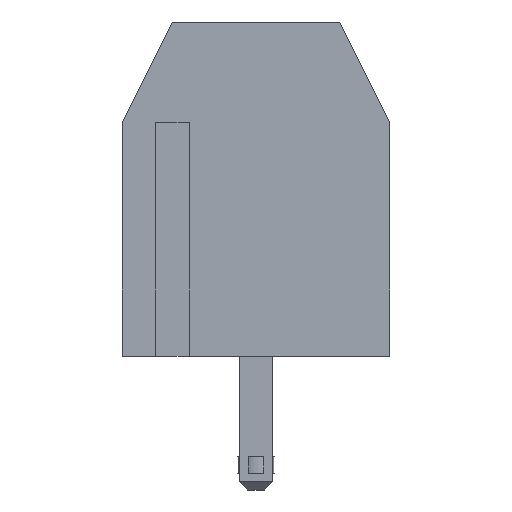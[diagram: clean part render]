
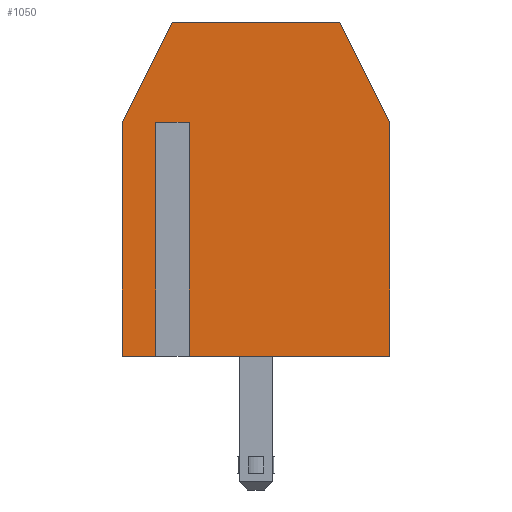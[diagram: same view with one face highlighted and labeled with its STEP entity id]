
A CAD part, front view. The second image highlights one B-rep face of the part: STEP entity #1050.
In plain terms, the highlighted planar face has unit normal (0, -1, 0).
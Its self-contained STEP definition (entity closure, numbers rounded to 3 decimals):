
#93=FACE_OUTER_BOUND('',#159,.T.);
#159=EDGE_LOOP('',(#896,#897,#898,#899,#900,#901,#902,#903,#904,#905));
#265=LINE('',#1649,#387);
#269=LINE('',#1657,#391);
#272=LINE('',#1663,#394);
#275=LINE('',#1669,#397);
#278=LINE('',#1674,#400);
#280=LINE('',#1679,#402);
#283=LINE('',#1685,#405);
#286=LINE('',#1691,#408);
#289=LINE('',#1697,#411);
#292=LINE('',#1702,#414);
#387=VECTOR('',#1370,10.);
#391=VECTOR('',#1374,10.);
#394=VECTOR('',#1379,10.);
#397=VECTOR('',#1384,10.);
#400=VECTOR('',#1389,10.);
#402=VECTOR('',#1395,10.);
#405=VECTOR('',#1400,10.);
#408=VECTOR('',#1405,10.);
#411=VECTOR('',#1410,10.);
#414=VECTOR('',#1415,10.);
#485=VERTEX_POINT('',#1646);
#486=VERTEX_POINT('',#1648);
#489=VERTEX_POINT('',#1654);
#490=VERTEX_POINT('',#1656);
#492=VERTEX_POINT('',#1662);
#494=VERTEX_POINT('',#1668);
#496=VERTEX_POINT('',#1678);
#498=VERTEX_POINT('',#1684);
#500=VERTEX_POINT('',#1690);
#502=VERTEX_POINT('',#1696);
#609=EDGE_CURVE('',#485,#486,#265,.T.);
#613=EDGE_CURVE('',#489,#490,#269,.T.);
#616=EDGE_CURVE('',#489,#492,#272,.T.);
#619=EDGE_CURVE('',#492,#494,#275,.T.);
#622=EDGE_CURVE('',#494,#486,#278,.T.);
#624=EDGE_CURVE('',#496,#485,#280,.T.);
#627=EDGE_CURVE('',#498,#496,#283,.T.);
#630=EDGE_CURVE('',#500,#498,#286,.T.);
#633=EDGE_CURVE('',#502,#500,#289,.T.);
#636=EDGE_CURVE('',#490,#502,#292,.T.);
#896=ORIENTED_EDGE('',*,*,#622,.T.);
#897=ORIENTED_EDGE('',*,*,#609,.F.);
#898=ORIENTED_EDGE('',*,*,#624,.F.);
#899=ORIENTED_EDGE('',*,*,#627,.F.);
#900=ORIENTED_EDGE('',*,*,#630,.F.);
#901=ORIENTED_EDGE('',*,*,#633,.F.);
#902=ORIENTED_EDGE('',*,*,#636,.F.);
#903=ORIENTED_EDGE('',*,*,#613,.F.);
#904=ORIENTED_EDGE('',*,*,#616,.T.);
#905=ORIENTED_EDGE('',*,*,#619,.T.);
#956=PLANE('',#1154);
#1050=ADVANCED_FACE('',(#93),#956,.T.);
#1154=AXIS2_PLACEMENT_3D('',#1705,#1419,#1420);
#1370=DIRECTION('',(-1.,0.,0.));
#1374=DIRECTION('',(-1.,0.,0.));
#1379=DIRECTION('',(0.,0.,1.));
#1384=DIRECTION('',(1.,0.,0.));
#1389=DIRECTION('',(0.,0.,-1.));
#1395=DIRECTION('',(0.,0.,-1.));
#1400=DIRECTION('',(0.447,0.,-0.894));
#1405=DIRECTION('',(1.,0.,0.));
#1410=DIRECTION('',(0.447,0.,0.894));
#1415=DIRECTION('',(0.,0.,1.));
#1419=DIRECTION('center_axis',(0.,-1.,0.));
#1420=DIRECTION('ref_axis',(0.,0.,-1.));
#1646=CARTESIAN_POINT('',(0.,0.,0.));
#1648=CARTESIAN_POINT('',(-6.,0.,0.));
#1649=CARTESIAN_POINT('',(0.,0.,0.));
#1654=CARTESIAN_POINT('',(-7.,0.,0.));
#1656=CARTESIAN_POINT('',(-8.,0.,0.));
#1657=CARTESIAN_POINT('',(0.,0.,0.));
#1662=CARTESIAN_POINT('',(-7.,0.,7.));
#1663=CARTESIAN_POINT('',(-7.,0.,5.814));
#1668=CARTESIAN_POINT('',(-6.,0.,7.));
#1669=CARTESIAN_POINT('',(-5.,0.,7.));
#1674=CARTESIAN_POINT('',(-6.,0.,2.314));
#1678=CARTESIAN_POINT('',(0.,0.,7.));
#1679=CARTESIAN_POINT('',(0.,0.,7.));
#1684=CARTESIAN_POINT('',(-1.5,0.,10.));
#1685=CARTESIAN_POINT('',(-1.5,0.,10.));
#1690=CARTESIAN_POINT('',(-6.5,0.,10.));
#1691=CARTESIAN_POINT('',(-6.5,0.,10.));
#1696=CARTESIAN_POINT('',(-8.,0.,7.));
#1697=CARTESIAN_POINT('',(-8.,0.,7.));
#1702=CARTESIAN_POINT('',(-8.,0.,0.));
#1705=CARTESIAN_POINT('Origin',(-4.,0.,4.629));
